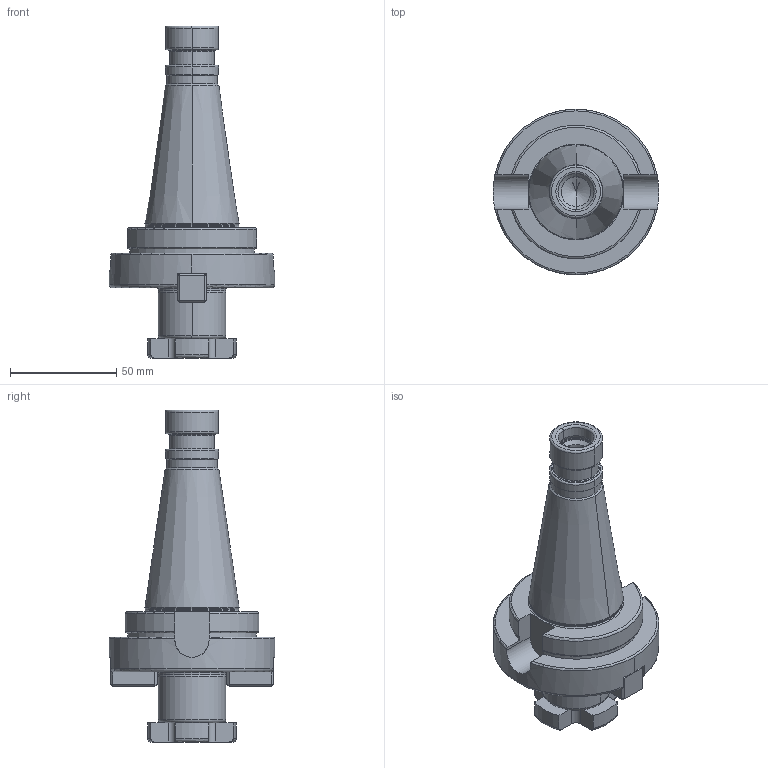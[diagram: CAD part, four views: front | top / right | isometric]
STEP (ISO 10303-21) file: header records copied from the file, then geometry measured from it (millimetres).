
FILE_DESCRIPTION((''),'2;1');
FILE_NAME('401_11_32','2020-09-07T',('103090'),(''),'CREO PARAMETRIC BY PTC INC, 2016260','CREO PARAMETRIC BY PTC INC, 2016260','');
FILE_SCHEMA(('CONFIG_CONTROL_DESIGN'));
Length unit declared in the file: millimetre
Products named in the file (1): 401_11_32
Bounding box: 78 x 78 x 156.4 mm (x, y, z)
Volume: 209048.2 mm3; surface area: 36084 mm2
Topology: 1 solids, 6 shells, 264 faces, 610 edges, 355 vertices
Faces by surface type: plane 118, cylinder 62, torus 42, cone 42
Entity records: 7738 total; most frequent: CARTESIAN_POINT 1666, DIRECTION 1324, ORIENTED_EDGE 1216, EDGE_CURVE 608, AXIS2_PLACEMENT_3D 505, VERTEX_POINT 355, VECTOR 314, LINE 314
